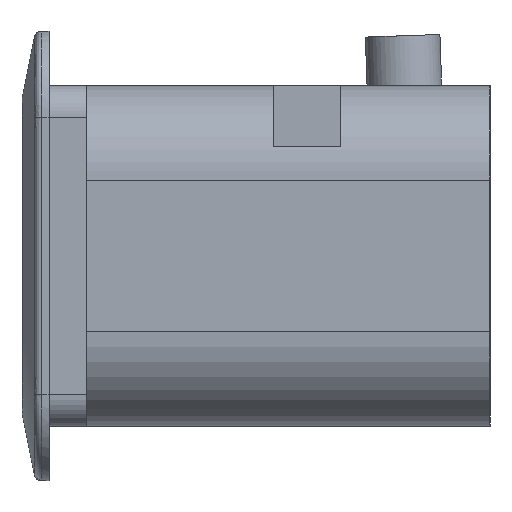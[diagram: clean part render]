
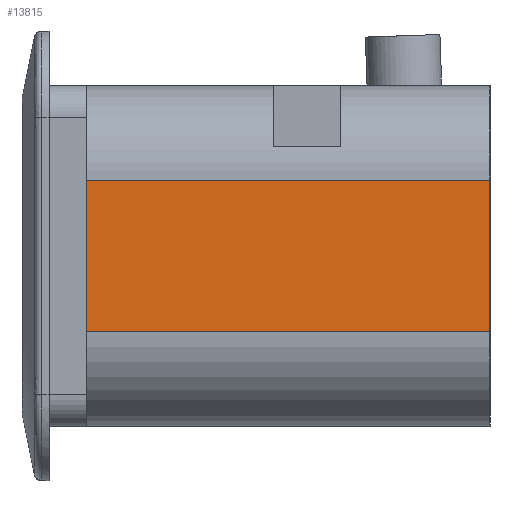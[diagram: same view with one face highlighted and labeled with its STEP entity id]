
A CAD part, left-side view. The second image highlights one B-rep face of the part: STEP entity #13815.
In plain terms, the highlighted free-form (B-spline) face has degree [1, 1] with [2, 2] control points.
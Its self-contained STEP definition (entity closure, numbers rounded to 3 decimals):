
#13438 = VERTEX_POINT('',#13439);
#13439 = CARTESIAN_POINT('',(-111.631,-13.256,
    -15.554));
#13447 = EDGE_CURVE('',#13448,#13438,#13450,.T.);
#13448 = VERTEX_POINT('',#13449);
#13449 = CARTESIAN_POINT('',(-111.631,-13.256,
    15.554));
#13450 = B_SPLINE_CURVE_WITH_KNOTS('',1,(#13451,#13452),.UNSPECIFIED.,
  .F.,.F.,(2,2),(0.,22.293),.PIECEWISE_BEZIER_KNOTS.);
#13451 = CARTESIAN_POINT('',(-111.631,-13.256,
    15.554));
#13452 = CARTESIAN_POINT('',(-111.631,-13.256,
    -15.554));
#13796 = EDGE_CURVE('',#13797,#13448,#13799,.T.);
#13797 = VERTEX_POINT('',#13798);
#13798 = CARTESIAN_POINT('',(-111.631,-96.282,
    15.554));
#13799 = B_SPLINE_CURVE_WITH_KNOTS('',1,(#13800,#13801),.UNSPECIFIED.,
  .F.,.F.,(2,2),(-3.,56.5),.PIECEWISE_BEZIER_KNOTS.);
#13800 = CARTESIAN_POINT('',(-111.631,-96.282,
    15.554));
#13801 = CARTESIAN_POINT('',(-111.631,-13.256,
    15.554));
#13815 = ADVANCED_FACE('',(#13816),#13832,.F.);
#13816 = FACE_BOUND('',#13817,.T.);
#13817 = EDGE_LOOP('',(#13818,#13819,#13820,#13827));
#13818 = ORIENTED_EDGE('',*,*,#13796,.T.);
#13819 = ORIENTED_EDGE('',*,*,#13447,.T.);
#13820 = ORIENTED_EDGE('',*,*,#13821,.F.);
#13821 = EDGE_CURVE('',#13822,#13438,#13824,.T.);
#13822 = VERTEX_POINT('',#13823);
#13823 = CARTESIAN_POINT('',(-111.631,-96.282,
    -15.554));
#13824 = B_SPLINE_CURVE_WITH_KNOTS('',1,(#13825,#13826),.UNSPECIFIED.,
  .F.,.F.,(2,2),(-3.,56.5),.PIECEWISE_BEZIER_KNOTS.);
#13825 = CARTESIAN_POINT('',(-111.631,-96.282,
    -15.554));
#13826 = CARTESIAN_POINT('',(-111.631,-13.256,
    -15.554));
#13827 = ORIENTED_EDGE('',*,*,#13828,.F.);
#13828 = EDGE_CURVE('',#13797,#13822,#13829,.T.);
#13829 = B_SPLINE_CURVE_WITH_KNOTS('',1,(#13830,#13831),.UNSPECIFIED.,
  .F.,.F.,(2,2),(0.,22.293),.PIECEWISE_BEZIER_KNOTS.);
#13830 = CARTESIAN_POINT('',(-111.631,-96.282,
    15.554));
#13831 = CARTESIAN_POINT('',(-111.631,-96.282,
    -15.554));
#13832 = B_SPLINE_SURFACE_WITH_KNOTS('',1,1,(
    (#13833,#13834)
    ,(#13835,#13836
    )),.UNSPECIFIED.,.F.,.F.,.F.,(2,2),(2,2),(0.,22.293),(-3.,
    56.5),.PIECEWISE_BEZIER_KNOTS.);
#13833 = CARTESIAN_POINT('',(-111.631,-96.282,
    15.554));
#13834 = CARTESIAN_POINT('',(-111.631,-13.256,
    15.554));
#13835 = CARTESIAN_POINT('',(-111.631,-96.282,
    -15.554));
#13836 = CARTESIAN_POINT('',(-111.631,-13.256,
    -15.554));
